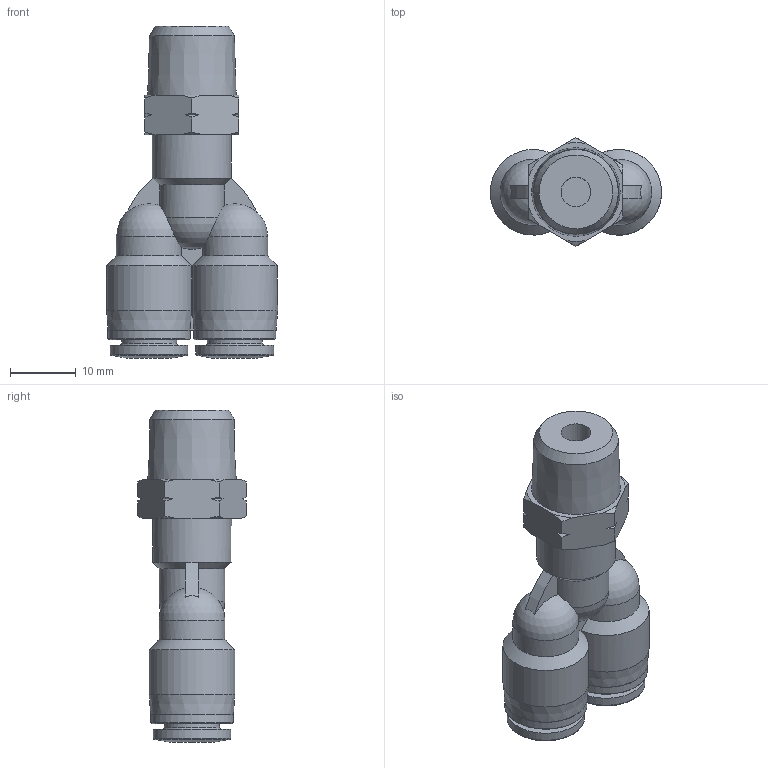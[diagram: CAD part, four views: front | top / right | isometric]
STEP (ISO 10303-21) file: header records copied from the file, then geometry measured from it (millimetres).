
FILE_DESCRIPTION(/* description */ ('STEP AP214'),/* implementation_level */ '2;1');
FILE_NAME(/* name */ '564694_QBY-1_4-1_4-U',/* time_stamp */ '2024-09-14T05:15:37+02:00',/* author */ ('License CC BY-ND 4.0'),/* organization */ ('CADENAS'),/* preprocessor_version */ 'ST-DEVELOPER v19.3',/* originating_system */ 'PARTsolutions',/* authorisation */ ' ');
FILE_SCHEMA (('AUTOMOTIVE_DESIGN {1 0 10303 214 3 1 1}'));
Length unit declared in the file: millimetre
Products named in the file (1): 564694 QBY-1/4-1/4-U
Bounding box: 25.98 x 16.5 x 50.4 mm (x, y, z)
Volume: 7006.1 mm3; surface area: 4607.8 mm2
Topology: 1 solids, 1 shells, 97 faces, 237 edges, 151 vertices
Faces by surface type: cone 36, plane 29, cylinder 20, sphere 6, torus 6
Full cylindrical faces by diameter (mm): 4.5 x3, 6.35 x2, 8.35 x2, 11.8 x2, 12 x1, 12.5 x2
Entity records: 3440 total; most frequent: CARTESIAN_POINT 658, DIRECTION 418, ORIENTED_EDGE 408, EDGE_CURVE 204, AXIS2_PLACEMENT_3D 186, VERTEX_POINT 146, EDGE_LOOP 134, FACE_BOUND 134
